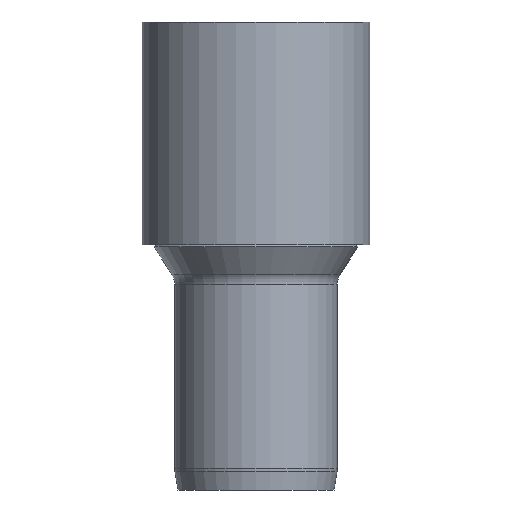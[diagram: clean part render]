
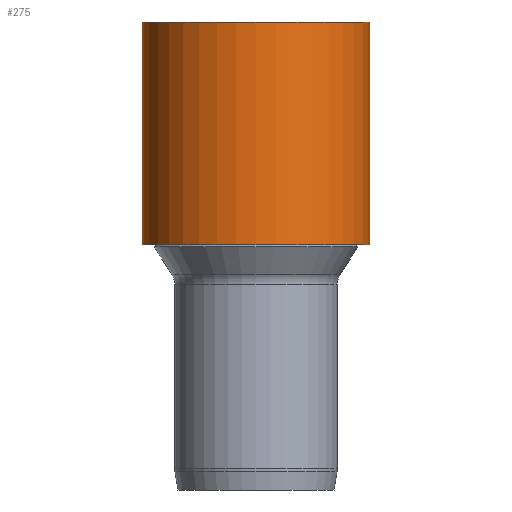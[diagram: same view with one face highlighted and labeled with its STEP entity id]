
A CAD part, front view. The second image highlights one B-rep face of the part: STEP entity #275.
In plain terms, the highlighted cylindrical face has radius 510 mm (diameter 1020 mm), a full revolution.
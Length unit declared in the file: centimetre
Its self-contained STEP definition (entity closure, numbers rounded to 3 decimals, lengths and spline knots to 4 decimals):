
#30=CYLINDRICAL_SURFACE('',#322,51.);
#40=LINE('',#508,#50);
#50=VECTOR('',#425,51.);
#71=FACE_OUTER_BOUND('',#88,.T.);
#88=EDGE_LOOP('',(#251,#252,#253,#254));
#117=CIRCLE('',#321,51.);
#118=CIRCLE('',#323,51.);
#141=VERTEX_POINT('',#503);
#142=VERTEX_POINT('',#506);
#178=EDGE_CURVE('',#141,#141,#117,.T.);
#179=EDGE_CURVE('',#142,#142,#118,.T.);
#180=EDGE_CURVE('',#142,#141,#40,.T.);
#251=ORIENTED_EDGE('',*,*,#179,.F.);
#252=ORIENTED_EDGE('',*,*,#180,.T.);
#253=ORIENTED_EDGE('',*,*,#178,.T.);
#254=ORIENTED_EDGE('',*,*,#180,.F.);
#275=ADVANCED_FACE('',(#71),#30,.T.);
#321=AXIS2_PLACEMENT_3D('',#504,#419,#420);
#322=AXIS2_PLACEMENT_3D('',#505,#421,#422);
#323=AXIS2_PLACEMENT_3D('',#507,#423,#424);
#419=DIRECTION('center_axis',(0.,0.,-1.));
#420=DIRECTION('ref_axis',(1.,0.,0.));
#421=DIRECTION('center_axis',(0.,0.,-1.));
#422=DIRECTION('ref_axis',(1.,0.,0.));
#423=DIRECTION('center_axis',(0.,0.,-1.));
#424=DIRECTION('ref_axis',(1.,0.,0.));
#425=DIRECTION('',(0.,0.,1.));
#503=CARTESIAN_POINT('',(78.7973,97.1939,-50.0351));
#504=CARTESIAN_POINT('Origin',(129.7973,97.1939,-50.0351));
#505=CARTESIAN_POINT('Origin',(129.7973,97.1939,-100.0351));
#506=CARTESIAN_POINT('',(78.7973,97.1939,-150.0351));
#507=CARTESIAN_POINT('Origin',(129.7973,97.1939,-150.0351));
#508=CARTESIAN_POINT('',(78.7973,97.1939,-100.0351));
